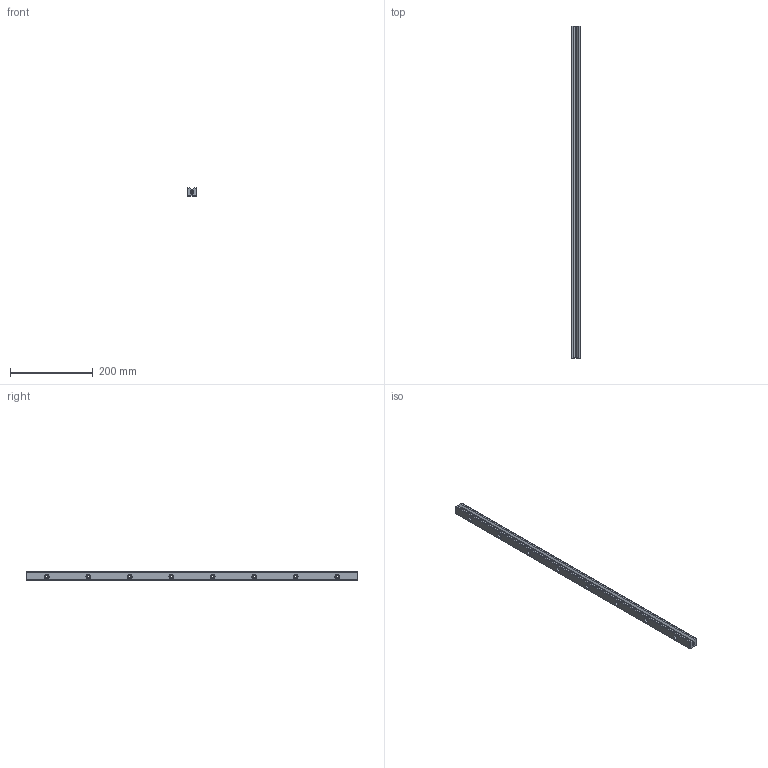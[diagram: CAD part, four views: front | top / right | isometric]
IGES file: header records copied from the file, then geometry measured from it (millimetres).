
Global section: file name: RSDE_9800_A.igs; native system: Unigraphics Version 17.0; preprocessor: UG/IGES Version 16.0; date: 021211.093818; units: millimetre
Bounding box: 22 x 800 x 21.3 mm (x, y, z)
Surface area: 77729.7 mm2 (no closed solid volume)
Topology: 0 solids, 0 shells, 64 faces, 802 edges, 775 vertices
Faces by surface type: extrusion 34, revolution 30
